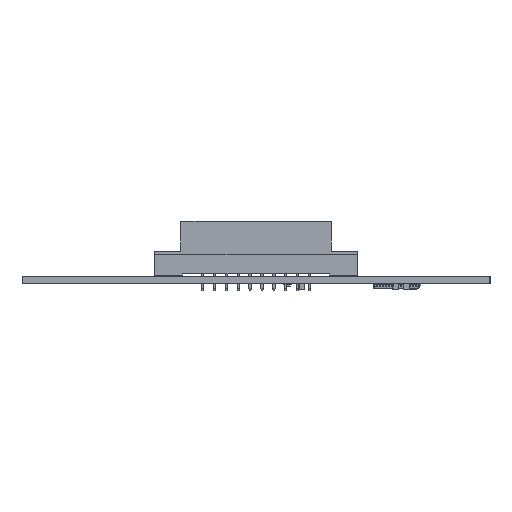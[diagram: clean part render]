
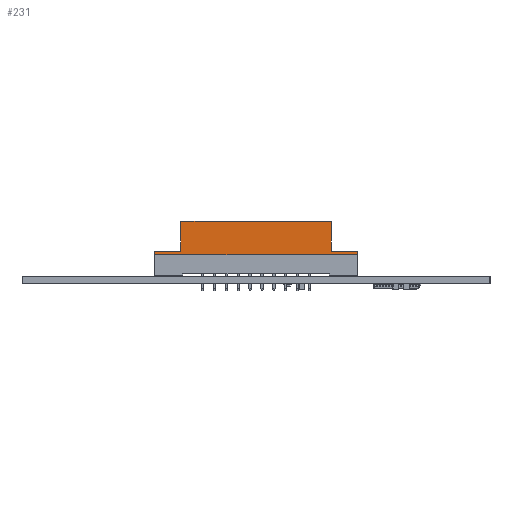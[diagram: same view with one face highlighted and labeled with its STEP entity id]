
A CAD part, left-side view. The second image highlights one B-rep face of the part: STEP entity #231.
In plain terms, the highlighted face is planar.
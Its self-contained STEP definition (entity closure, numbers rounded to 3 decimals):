
#142 = VERTEX_POINT('',#143);
#143 = CARTESIAN_POINT('',(45.84,0.,5.2));
#149 = EDGE_CURVE('',#150,#142,#152,.T.);
#150 = VERTEX_POINT('',#151);
#151 = CARTESIAN_POINT('',(45.84,0.,4.5));
#152 = LINE('',#153,#154);
#153 = CARTESIAN_POINT('',(45.84,0.,0.));
#154 = VECTOR('',#155,1.);
#155 = DIRECTION('',(0.,0.,1.));
#231 = ADVANCED_FACE('',(#232),#289,.T.);
#232 = FACE_BOUND('',#233,.T.);
#233 = EDGE_LOOP('',(#234,#242,#243,#251,#259,#267,#275,#283));
#234 = ORIENTED_EDGE('',*,*,#235,.F.);
#235 = EDGE_CURVE('',#150,#236,#238,.T.);
#236 = VERTEX_POINT('',#237);
#237 = CARTESIAN_POINT('',(2.54,0.,4.5));
#238 = LINE('',#239,#240);
#239 = CARTESIAN_POINT('',(2.54,0.,4.5));
#240 = VECTOR('',#241,1.);
#241 = DIRECTION('',(-1.,0.,0.));
#242 = ORIENTED_EDGE('',*,*,#149,.T.);
#243 = ORIENTED_EDGE('',*,*,#244,.F.);
#244 = EDGE_CURVE('',#245,#142,#247,.T.);
#245 = VERTEX_POINT('',#246);
#246 = CARTESIAN_POINT('',(40.24,0.,5.2));
#247 = LINE('',#248,#249);
#248 = CARTESIAN_POINT('',(2.54,0.,5.2));
#249 = VECTOR('',#250,1.);
#250 = DIRECTION('',(1.,0.,0.));
#251 = ORIENTED_EDGE('',*,*,#252,.F.);
#252 = EDGE_CURVE('',#253,#245,#255,.T.);
#253 = VERTEX_POINT('',#254);
#254 = CARTESIAN_POINT('',(40.24,0.,11.6));
#255 = LINE('',#256,#257);
#256 = CARTESIAN_POINT('',(40.24,0.,0.));
#257 = VECTOR('',#258,1.);
#258 = DIRECTION('',(0.,0.,-1.));
#259 = ORIENTED_EDGE('',*,*,#260,.T.);
#260 = EDGE_CURVE('',#253,#261,#263,.T.);
#261 = VERTEX_POINT('',#262);
#262 = CARTESIAN_POINT('',(8.14,0.,11.6));
#263 = LINE('',#264,#265);
#264 = CARTESIAN_POINT('',(45.84,0.,11.6));
#265 = VECTOR('',#266,1.);
#266 = DIRECTION('',(-1.,0.,0.));
#267 = ORIENTED_EDGE('',*,*,#268,.F.);
#268 = EDGE_CURVE('',#269,#261,#271,.T.);
#269 = VERTEX_POINT('',#270);
#270 = CARTESIAN_POINT('',(8.14,0.,5.2));
#271 = LINE('',#272,#273);
#272 = CARTESIAN_POINT('',(8.14,0.,0.));
#273 = VECTOR('',#274,1.);
#274 = DIRECTION('',(0.,0.,1.));
#275 = ORIENTED_EDGE('',*,*,#276,.F.);
#276 = EDGE_CURVE('',#277,#269,#279,.T.);
#277 = VERTEX_POINT('',#278);
#278 = CARTESIAN_POINT('',(2.54,0.,5.2));
#279 = LINE('',#280,#281);
#280 = CARTESIAN_POINT('',(2.54,0.,5.2));
#281 = VECTOR('',#282,1.);
#282 = DIRECTION('',(1.,0.,0.));
#283 = ORIENTED_EDGE('',*,*,#284,.F.);
#284 = EDGE_CURVE('',#236,#277,#285,.T.);
#285 = LINE('',#286,#287);
#286 = CARTESIAN_POINT('',(2.54,0.,0.));
#287 = VECTOR('',#288,1.);
#288 = DIRECTION('',(0.,0.,1.));
#289 = PLANE('',#290);
#290 = AXIS2_PLACEMENT_3D('',#291,#292,#293);
#291 = CARTESIAN_POINT('',(45.84,0.,0.));
#292 = DIRECTION('',(-0.,-1.,-0.));
#293 = DIRECTION('',(-1.,0.,0.));
